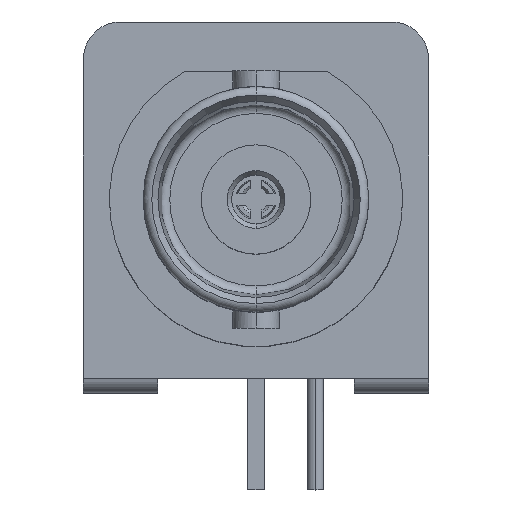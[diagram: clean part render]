
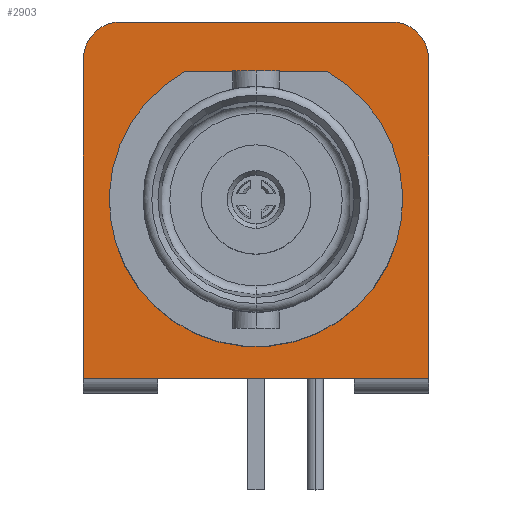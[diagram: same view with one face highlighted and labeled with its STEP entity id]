
A CAD part, top view. The second image highlights one B-rep face of the part: STEP entity #2903.
In plain terms, the highlighted planar face has unit normal (0, 0, 1).
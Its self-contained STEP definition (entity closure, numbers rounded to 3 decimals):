
#224=DIRECTION('',(1.,0.,0.));
#225=VECTOR('',#224,6.086);
#226=CARTESIAN_POINT('',(-3.043,5.486,-20.828));
#227=LINE('',#226,#225);
#241=CARTESIAN_POINT('',(0.,0.,-20.828));
#242=DIRECTION('',(0.,0.,1.));
#243=DIRECTION('',(-0.485,0.874,0.));
#244=AXIS2_PLACEMENT_3D('',#241,#242,#243);
#246=CARTESIAN_POINT('',(-5.804,6.045,-20.828));
#247=DIRECTION('',(0.,0.,1.));
#248=DIRECTION('',(0.,1.,0.));
#249=AXIS2_PLACEMENT_3D('',#246,#247,#248);
#251=DIRECTION('',(-1.,0.,0.));
#252=VECTOR('',#251,11.608);
#253=CARTESIAN_POINT('',(5.804,7.62,-20.828));
#254=LINE('',#253,#252);
#255=CARTESIAN_POINT('',(5.804,6.045,-20.828));
#256=DIRECTION('',(0.,0.,1.));
#257=DIRECTION('',(1.,0.,0.));
#258=AXIS2_PLACEMENT_3D('',#255,#256,#257);
#260=DIRECTION('',(0.,1.,0.));
#261=VECTOR('',#260,13.665);
#262=CARTESIAN_POINT('',(7.379,-7.62,-20.828));
#263=LINE('',#262,#261);
#264=DIRECTION('',(1.,0.,0.));
#265=VECTOR('',#264,14.757);
#266=CARTESIAN_POINT('',(-7.379,-7.62,-20.828));
#267=LINE('',#266,#265);
#268=DIRECTION('',(0.,-1.,0.));
#269=VECTOR('',#268,13.665);
#270=CARTESIAN_POINT('',(-7.379,6.045,-20.828));
#271=LINE('',#270,#269);
#2236=CARTESIAN_POINT('',(-7.379,-7.62,-20.828));
#2237=CARTESIAN_POINT('',(7.379,-7.62,-20.828));
#2238=VERTEX_POINT('',#2236);
#2239=VERTEX_POINT('',#2237);
#2240=CARTESIAN_POINT('',(-3.043,5.486,-20.828));
#2241=VERTEX_POINT('',#2240);
#2242=CARTESIAN_POINT('',(3.043,5.486,-20.828));
#2243=VERTEX_POINT('',#2242);
#2504=CARTESIAN_POINT('',(-5.804,7.62,-20.828));
#2505=CARTESIAN_POINT('',(-7.379,6.045,-20.828));
#2506=VERTEX_POINT('',#2504);
#2507=VERTEX_POINT('',#2505);
#2516=CARTESIAN_POINT('',(7.379,6.045,-20.828));
#2517=CARTESIAN_POINT('',(5.804,7.62,-20.828));
#2518=VERTEX_POINT('',#2516);
#2519=VERTEX_POINT('',#2517);
#2880=CARTESIAN_POINT('',(0.,0.,-20.828));
#2881=DIRECTION('',(0.,0.,1.));
#2882=DIRECTION('',(1.,0.,0.));
#2883=AXIS2_PLACEMENT_3D('',#2880,#2881,#2882);
#2884=PLANE('',#2883);
#2886=ORIENTED_EDGE('',*,*,#2885,.F.);
#2888=ORIENTED_EDGE('',*,*,#2887,.F.);
#2890=ORIENTED_EDGE('',*,*,#2889,.F.);
#2892=ORIENTED_EDGE('',*,*,#2891,.F.);
#2894=ORIENTED_EDGE('',*,*,#2893,.F.);
#2896=ORIENTED_EDGE('',*,*,#2895,.F.);
#2897=EDGE_LOOP('',(#2886,#2888,#2890,#2892,#2894,#2896));
#2898=FACE_OUTER_BOUND('',#2897,.F.);
#2899=ORIENTED_EDGE('',*,*,#2875,.T.);
#2900=ORIENTED_EDGE('',*,*,#2859,.F.);
#2901=EDGE_LOOP('',(#2899,#2900));
#2902=FACE_BOUND('',#2901,.F.);
#2903=ADVANCED_FACE('',(#2898,#2902),#2884,.T.);
#245=CIRCLE('',#244,6.274);
#250=CIRCLE('',#249,1.575);
#259=CIRCLE('',#258,1.575);
#2859=EDGE_CURVE('',#2241,#2243,#227,.T.);
#2875=EDGE_CURVE('',#2241,#2243,#245,.T.);
#2885=EDGE_CURVE('',#2506,#2507,#250,.T.);
#2887=EDGE_CURVE('',#2519,#2506,#254,.T.);
#2889=EDGE_CURVE('',#2518,#2519,#259,.T.);
#2891=EDGE_CURVE('',#2239,#2518,#263,.T.);
#2893=EDGE_CURVE('',#2238,#2239,#267,.T.);
#2895=EDGE_CURVE('',#2507,#2238,#271,.T.);
